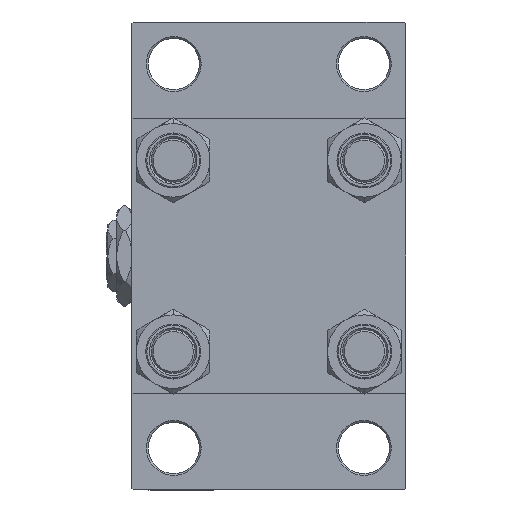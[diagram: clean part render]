
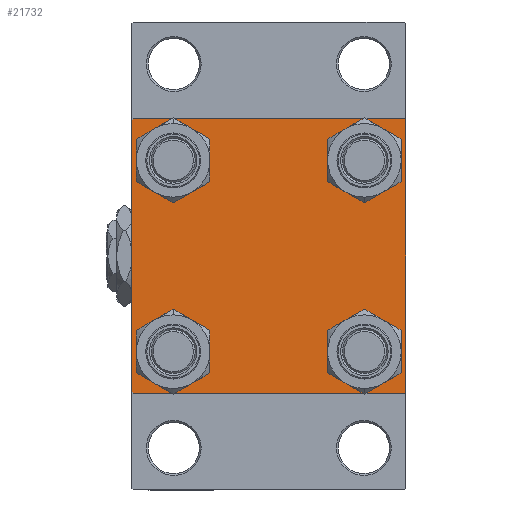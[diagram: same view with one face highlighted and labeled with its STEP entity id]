
A CAD part, left-side view. The second image highlights one B-rep face of the part: STEP entity #21732.
In plain terms, the highlighted planar face has unit normal (-1, 0, 0).
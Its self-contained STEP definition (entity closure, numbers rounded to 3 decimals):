
#304 = AXIS2_PLACEMENT_3D ( 'NONE', #8074, #42124, #23230 ) ;
#444 = DIRECTION ( 'NONE',  ( 1., 0., 0. ) ) ;
#500 = DIRECTION ( 'NONE',  ( 0., 0.707, -0.707 ) ) ;
#1961 = VECTOR ( 'NONE', #49109, 1000. ) ;
#2584 = CARTESIAN_POINT ( 'NONE',  ( 0., 37.5, 37.5 ) ) ;
#2667 = CARTESIAN_POINT ( 'NONE',  ( 0., -37.5, 37. ) ) ;
#2776 = DIRECTION ( 'NONE',  ( 1., 0., 0. ) ) ;
#2917 = DIRECTION ( 'NONE',  ( 1., 0., 0. ) ) ;
#3589 = CARTESIAN_POINT ( 'NONE',  ( 0., -26.15, 19.65 ) ) ;
#4535 = DIRECTION ( 'NONE',  ( 0., 0., 1. ) ) ;
#4947 = VERTEX_POINT ( 'NONE', #16464 ) ;
#5629 = ORIENTED_EDGE ( 'NONE', *, *, #48054, .T. ) ;
#6088 = EDGE_CURVE ( 'NONE', #35130, #28857, #12950, .T. ) ;
#6350 = CARTESIAN_POINT ( 'NONE',  ( 0., 26.15, 26.15 ) ) ;
#6372 = DIRECTION ( 'NONE',  ( 1., 0., 0. ) ) ;
#6445 = EDGE_CURVE ( 'NONE', #45598, #37630, #7379, .T. ) ;
#6487 = VERTEX_POINT ( 'NONE', #2667 ) ;
#6516 = CARTESIAN_POINT ( 'NONE',  ( 0., -26.15, 32.65 ) ) ;
#7379 = CIRCLE ( 'NONE', #16097, 6.5 ) ;
#7535 = CIRCLE ( 'NONE', #41639, 6.5 ) ;
#8074 = CARTESIAN_POINT ( 'NONE',  ( 0., 0., 0. ) ) ;
#8324 = FACE_BOUND ( 'NONE', #25886, .T. ) ;
#8569 = PLANE ( 'NONE',  #304 ) ;
#8865 = CIRCLE ( 'NONE', #32672, 6.5 ) ;
#9336 = DIRECTION ( 'NONE',  ( 0., 0.707, 0.707 ) ) ;
#9353 = CARTESIAN_POINT ( 'NONE',  ( 0., -26.15, -26.15 ) ) ;
#9574 = LINE ( 'NONE', #16546, #12875 ) ;
#10803 = DIRECTION ( 'NONE',  ( 1., 0., 0. ) ) ;
#10843 = LINE ( 'NONE', #41906, #1961 ) ;
#10946 = EDGE_CURVE ( 'NONE', #24739, #27618, #34192, .T. ) ;
#11450 = DIRECTION ( 'NONE',  ( 0., -0.707, -0.707 ) ) ;
#11587 = AXIS2_PLACEMENT_3D ( 'NONE', #39060, #19445, #4535 ) ;
#11979 = VECTOR ( 'NONE', #44346, 1000. ) ;
#12875 = VECTOR ( 'NONE', #9336, 1000. ) ;
#12924 = EDGE_CURVE ( 'NONE', #4947, #49199, #48797, .T. ) ;
#12950 = CIRCLE ( 'NONE', #19257, 6.5 ) ;
#13092 = VECTOR ( 'NONE', #36840, 1000. ) ;
#13785 = CARTESIAN_POINT ( 'NONE',  ( 0., -26.15, -19.65 ) ) ;
#13875 = EDGE_CURVE ( 'NONE', #26699, #21838, #8865, .T. ) ;
#14645 = EDGE_CURVE ( 'NONE', #6487, #22382, #9574, .T. ) ;
#15033 = CARTESIAN_POINT ( 'NONE',  ( 0., -37., 37.5 ) ) ;
#15096 = CARTESIAN_POINT ( 'NONE',  ( 0., -26.15, -26.15 ) ) ;
#15479 = DIRECTION ( 'NONE',  ( 0., 0., 1. ) ) ;
#15483 = VECTOR ( 'NONE', #500, 1000. ) ;
#15520 = FACE_OUTER_BOUND ( 'NONE', #48187, .T. ) ;
#15730 = VERTEX_POINT ( 'NONE', #34659 ) ;
#16097 = AXIS2_PLACEMENT_3D ( 'NONE', #25055, #2917, #37207 ) ;
#16139 = ORIENTED_EDGE ( 'NONE', *, *, #6445, .T. ) ;
#16464 = CARTESIAN_POINT ( 'NONE',  ( 0., 37.5, 37. ) ) ;
#16505 = CIRCLE ( 'NONE', #36351, 6.5 ) ;
#16546 = CARTESIAN_POINT ( 'NONE',  ( 0., -37.25, 37.25 ) ) ;
#16910 = ORIENTED_EDGE ( 'NONE', *, *, #37464, .T. ) ;
#16974 = AXIS2_PLACEMENT_3D ( 'NONE', #9353, #6372, #44401 ) ;
#17020 = ORIENTED_EDGE ( 'NONE', *, *, #6088, .T. ) ;
#17775 = ORIENTED_EDGE ( 'NONE', *, *, #13875, .T. ) ;
#17895 = DIRECTION ( 'NONE',  ( 0., -0.707, 0.707 ) ) ;
#17932 = EDGE_CURVE ( 'NONE', #15730, #46459, #47980, .T. ) ;
#18663 = LINE ( 'NONE', #48032, #13092 ) ;
#18731 = EDGE_LOOP ( 'NONE', ( #24752, #16139 ) ) ;
#19215 = CARTESIAN_POINT ( 'NONE',  ( 0., -26.15, 26.15 ) ) ;
#19257 = AXIS2_PLACEMENT_3D ( 'NONE', #26865, #41538, #42532 ) ;
#19322 = VECTOR ( 'NONE', #17895, 1000. ) ;
#19406 = CARTESIAN_POINT ( 'NONE',  ( 0., 37.25, -37.25 ) ) ;
#19445 = DIRECTION ( 'NONE',  ( 1., 0., 0. ) ) ;
#19965 = DIRECTION ( 'NONE',  ( 1., 0., 0. ) ) ;
#20194 = ORIENTED_EDGE ( 'NONE', *, *, #21585, .T. ) ;
#20529 = VECTOR ( 'NONE', #44729, 1000. ) ;
#21373 = CARTESIAN_POINT ( 'NONE',  ( 0., 37.5, -37.5 ) ) ;
#21404 = EDGE_LOOP ( 'NONE', ( #5629, #17775 ) ) ;
#21560 = CARTESIAN_POINT ( 'NONE',  ( 0., 37.5, -37. ) ) ;
#21585 = EDGE_CURVE ( 'NONE', #27618, #24739, #47940, .T. ) ;
#21732 = ADVANCED_FACE ( 'NONE', ( #8324, #46094, #30694, #31181, #15520 ), #8569, .T. ) ;
#21838 = VERTEX_POINT ( 'NONE', #39804 ) ;
#22014 = EDGE_CURVE ( 'NONE', #37929, #4947, #34303, .T. ) ;
#22382 = VERTEX_POINT ( 'NONE', #15033 ) ;
#23230 = DIRECTION ( 'NONE',  ( 0., 0., 1. ) ) ;
#24274 = ORIENTED_EDGE ( 'NONE', *, *, #12924, .T. ) ;
#24739 = VERTEX_POINT ( 'NONE', #13785 ) ;
#24752 = ORIENTED_EDGE ( 'NONE', *, *, #27282, .T. ) ;
#25055 = CARTESIAN_POINT ( 'NONE',  ( 0., 26.15, -26.15 ) ) ;
#25886 = EDGE_LOOP ( 'NONE', ( #16910, #17020 ) ) ;
#25937 = ORIENTED_EDGE ( 'NONE', *, *, #14645, .T. ) ;
#26699 = VERTEX_POINT ( 'NONE', #39910 ) ;
#26865 = CARTESIAN_POINT ( 'NONE',  ( 0., -26.15, 26.15 ) ) ;
#26969 = CARTESIAN_POINT ( 'NONE',  ( 0., -26.15, -32.65 ) ) ;
#27030 = AXIS2_PLACEMENT_3D ( 'NONE', #15096, #444, #45435 ) ;
#27282 = EDGE_CURVE ( 'NONE', #37630, #45598, #35406, .T. ) ;
#27397 = ORIENTED_EDGE ( 'NONE', *, *, #33440, .T. ) ;
#27618 = VERTEX_POINT ( 'NONE', #26969 ) ;
#28584 = CARTESIAN_POINT ( 'NONE',  ( 0., -37.25, -37.25 ) ) ;
#28857 = VERTEX_POINT ( 'NONE', #6516 ) ;
#29790 = EDGE_CURVE ( 'NONE', #49199, #34947, #45505, .T. ) ;
#30694 = FACE_BOUND ( 'NONE', #18731, .T. ) ;
#30712 = VECTOR ( 'NONE', #11450, 1000. ) ;
#31066 = CARTESIAN_POINT ( 'NONE',  ( 0., 37.25, 37.25 ) ) ;
#31181 = FACE_BOUND ( 'NONE', #21404, .T. ) ;
#32672 = AXIS2_PLACEMENT_3D ( 'NONE', #6350, #10803, #32934 ) ;
#32796 = LINE ( 'NONE', #21373, #20529 ) ;
#32934 = DIRECTION ( 'NONE',  ( 0., 0., 1. ) ) ;
#33198 = CARTESIAN_POINT ( 'NONE',  ( 0., -37.5, -37. ) ) ;
#33332 = DIRECTION ( 'NONE',  ( 0., 0., 1. ) ) ;
#33440 = EDGE_CURVE ( 'NONE', #34947, #15730, #32796, .T. ) ;
#34192 = CIRCLE ( 'NONE', #27030, 6.5 ) ;
#34303 = LINE ( 'NONE', #31066, #15483 ) ;
#34659 = CARTESIAN_POINT ( 'NONE',  ( 0., -37., -37.5 ) ) ;
#34947 = VERTEX_POINT ( 'NONE', #47857 ) ;
#35130 = VERTEX_POINT ( 'NONE', #3589 ) ;
#35264 = EDGE_LOOP ( 'NONE', ( #40826, #20194 ) ) ;
#35406 = CIRCLE ( 'NONE', #11587, 6.5 ) ;
#36351 = AXIS2_PLACEMENT_3D ( 'NONE', #45017, #2776, #33332 ) ;
#36840 = DIRECTION ( 'NONE',  ( 0., 0., -1. ) ) ;
#37091 = CARTESIAN_POINT ( 'NONE',  ( 0., 26.15, -19.65 ) ) ;
#37162 = EDGE_CURVE ( 'NONE', #37929, #22382, #10843, .T. ) ;
#37207 = DIRECTION ( 'NONE',  ( 0., 0., 1. ) ) ;
#37464 = EDGE_CURVE ( 'NONE', #28857, #35130, #7535, .T. ) ;
#37493 = ORIENTED_EDGE ( 'NONE', *, *, #22014, .T. ) ;
#37630 = VERTEX_POINT ( 'NONE', #37091 ) ;
#37929 = VERTEX_POINT ( 'NONE', #38474 ) ;
#38474 = CARTESIAN_POINT ( 'NONE',  ( 0., 37., 37.5 ) ) ;
#38629 = ORIENTED_EDGE ( 'NONE', *, *, #37162, .F. ) ;
#38673 = CARTESIAN_POINT ( 'NONE',  ( 0., 26.15, -32.65 ) ) ;
#39060 = CARTESIAN_POINT ( 'NONE',  ( 0., 26.15, -26.15 ) ) ;
#39804 = CARTESIAN_POINT ( 'NONE',  ( 0., 26.15, 32.65 ) ) ;
#39910 = CARTESIAN_POINT ( 'NONE',  ( 0., 26.15, 19.65 ) ) ;
#40826 = ORIENTED_EDGE ( 'NONE', *, *, #10946, .T. ) ;
#41418 = EDGE_CURVE ( 'NONE', #6487, #46459, #18663, .T. ) ;
#41538 = DIRECTION ( 'NONE',  ( 1., 0., 0. ) ) ;
#41639 = AXIS2_PLACEMENT_3D ( 'NONE', #19215, #19965, #15479 ) ;
#41906 = CARTESIAN_POINT ( 'NONE',  ( 0., 37.5, 37.5 ) ) ;
#42124 = DIRECTION ( 'NONE',  ( -1., 0., 0. ) ) ;
#42532 = DIRECTION ( 'NONE',  ( 0., 0., 1. ) ) ;
#42653 = ORIENTED_EDGE ( 'NONE', *, *, #41418, .F. ) ;
#44346 = DIRECTION ( 'NONE',  ( 0., 0., -1. ) ) ;
#44401 = DIRECTION ( 'NONE',  ( 0., 0., 1. ) ) ;
#44729 = DIRECTION ( 'NONE',  ( 0., -1., 0. ) ) ;
#45017 = CARTESIAN_POINT ( 'NONE',  ( 0., 26.15, 26.15 ) ) ;
#45367 = ORIENTED_EDGE ( 'NONE', *, *, #29790, .T. ) ;
#45435 = DIRECTION ( 'NONE',  ( 0., 0., 1. ) ) ;
#45505 = LINE ( 'NONE', #19406, #30712 ) ;
#45598 = VERTEX_POINT ( 'NONE', #38673 ) ;
#46094 = FACE_BOUND ( 'NONE', #35264, .T. ) ;
#46459 = VERTEX_POINT ( 'NONE', #33198 ) ;
#47404 = ORIENTED_EDGE ( 'NONE', *, *, #17932, .T. ) ;
#47857 = CARTESIAN_POINT ( 'NONE',  ( 0., 37., -37.5 ) ) ;
#47940 = CIRCLE ( 'NONE', #16974, 6.5 ) ;
#47980 = LINE ( 'NONE', #28584, #19322 ) ;
#48032 = CARTESIAN_POINT ( 'NONE',  ( 0., -37.5, 37.5 ) ) ;
#48054 = EDGE_CURVE ( 'NONE', #21838, #26699, #16505, .T. ) ;
#48187 = EDGE_LOOP ( 'NONE', ( #24274, #45367, #27397, #47404, #42653, #25937, #38629, #37493 ) ) ;
#48797 = LINE ( 'NONE', #2584, #11979 ) ;
#49109 = DIRECTION ( 'NONE',  ( 0., -1., 0. ) ) ;
#49199 = VERTEX_POINT ( 'NONE', #21560 ) ;
